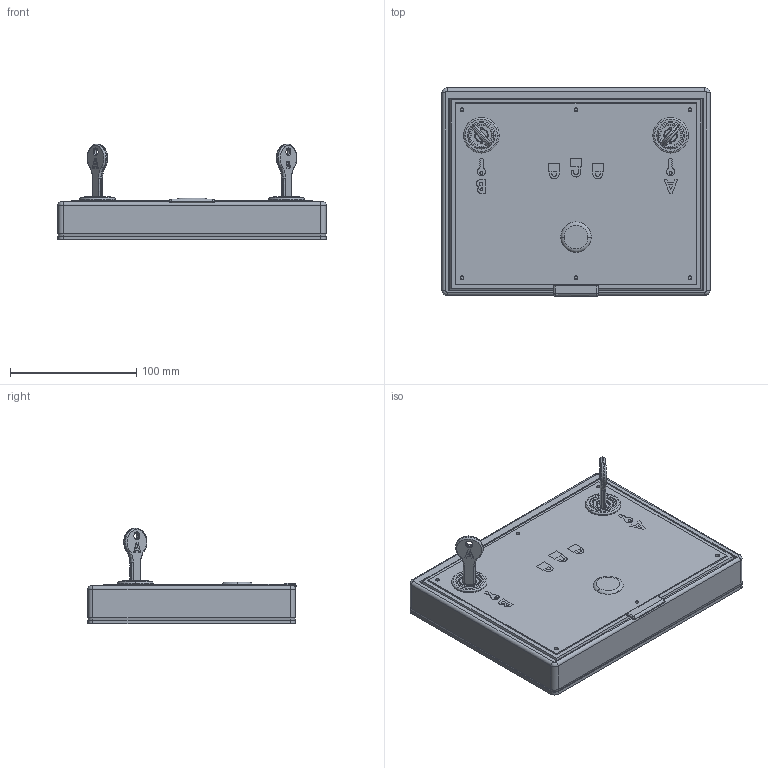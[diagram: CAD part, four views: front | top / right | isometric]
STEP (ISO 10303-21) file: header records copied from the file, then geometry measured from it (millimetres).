
FILE_DESCRIPTION (( 'STEP AP203' ), '1' );
FILE_NAME ('Ensamblaje1.STEP', '2022-01-19T17:42:54', ( '' ), ( '' ), 'SwSTEP 2.0', 'SolidWorks 2016', '' );
FILE_SCHEMA (( 'CONFIG_CONTROL_DESIGN' ));
Length unit declared in the file: millimetre
Products named in the file (23): BaseCerradura; Tapa; Pestaña; CabezaLlaveB; Leva; CabezaLlaveA; ArandelaLeva; Arandela1; Pestillo1; Pasador; AcrilicoFondo; TapaCerradura; Nivelador1; LlaveA; CilindroB; Ensamblaje1; BaseLeva; AcrilicoTapa; CilindroA; Arandela2.2; Arandela2; LlaveB; Marco
Assembly tree (32 placements, depth 2):
  Ensamblaje1
    Tapa
    Pestaña
    AcrilicoTapa
    Marco
    AcrilicoFondo
    Pasador  x2
    Nivelador1  x2
    Leva
    BaseLeva
    ArandelaLeva
    Pestillo1  x2
    BaseCerradura  x2
    TapaCerradura  x2
    CilindroA
    CabezaLlaveA
    LlaveA
    CilindroB
    CabezaLlaveB
    LlaveB
    Arandela1  x4
    Arandela2  x2
    Arandela2.2  x2
Bounding box: 212 x 164.65 x 75.6 mm (x, y, z)
Volume: 381431.8 mm3; surface area: 257107.1 mm2
Topology: 32 solids, 34 shells, 1539 faces, 3763 edges, 2380 vertices
Faces by surface type: plane 734, cylinder 467, cone 187, torus 86, bspline 51, sphere 14
Entity records: 41519 total; most frequent: CARTESIAN_POINT 9890, DIRECTION 6063, ORIENTED_EDGE 5982, EDGE_CURVE 2991, AXIS2_PLACEMENT_3D 2115, VERTEX_POINT 1915, VECTOR 1833, LINE 1833
